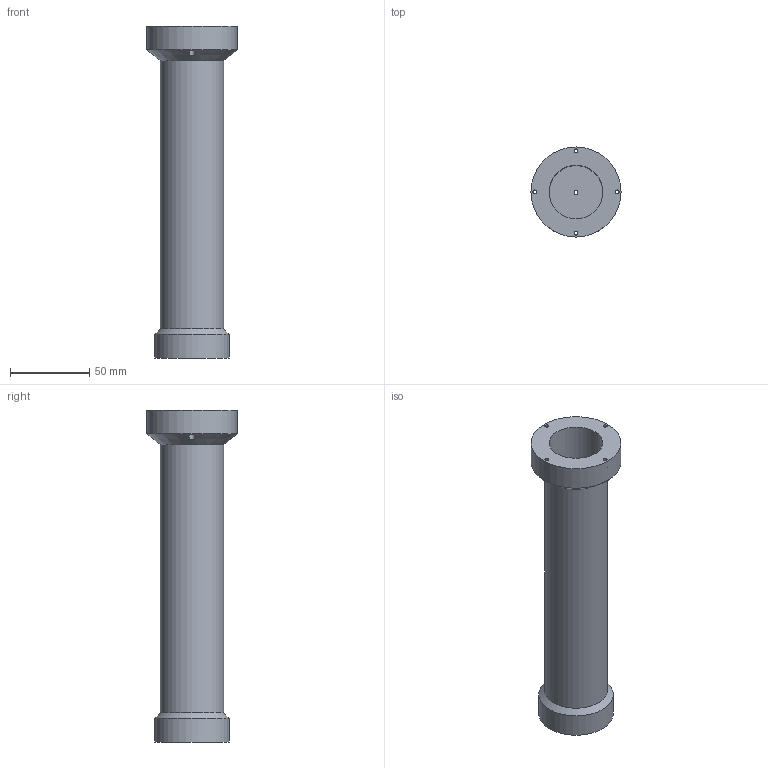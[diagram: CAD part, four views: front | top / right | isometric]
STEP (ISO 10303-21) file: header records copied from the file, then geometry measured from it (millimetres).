
FILE_DESCRIPTION(/* description */ (''),/* implementation_level */ '2;1');
FILE_NAME(/* name */ 'Eslabon R3 v6.step',/* time_stamp */ '2025-07-14T22:48:45-05:00',/* author */ (''),/* organization */ (''),/* preprocessor_version */ 'ST-DEVELOPER v20.1',/* originating_system */ 'Autodesk Translation Framework v14.10.0.0',/* authorisation */ '');
FILE_SCHEMA (('AUTOMOTIVE_DESIGN { 1 0 10303 214 3 1 1 }'));
Length unit declared in the file: millimetre
Products named in the file (1): Eslabon R3
Bounding box: 57 x 57 x 210 mm (x, y, z)
Volume: 112468.8 mm3; surface area: 55231.6 mm2
Topology: 1 solids, 1 shells, 33 faces, 77 edges, 52 vertices
Faces by surface type: cylinder 16, plane 15, cone 2
Full cylindrical faces by diameter (mm): 2.529 x5, 4 x4, 6 x1, 34 x1, 40 x1, 47 x1, 57 x1
Entity records: 1134 total; most frequent: CARTESIAN_POINT 304, DIRECTION 167, ORIENTED_EDGE 154, EDGE_CURVE 77, AXIS2_PLACEMENT_3D 65, VERTEX_POINT 52, EDGE_LOOP 49, LINE 37
